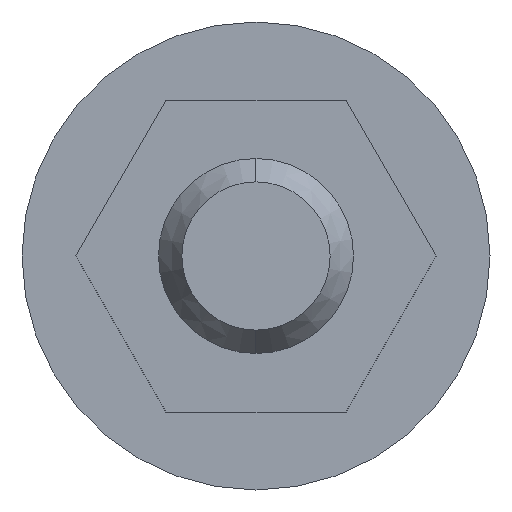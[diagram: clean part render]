
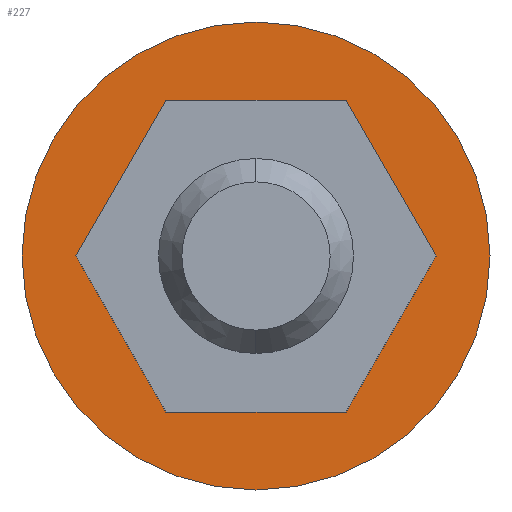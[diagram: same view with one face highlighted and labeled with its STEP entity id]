
A CAD part, left-side view. The second image highlights one B-rep face of the part: STEP entity #227.
In plain terms, the highlighted planar face has unit normal (-1, 0, 0).
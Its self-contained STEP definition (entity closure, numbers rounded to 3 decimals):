
#12 = AXIS2_PLACEMENT_3D ( 'NONE', #921, #1111, #91 ) ;
#13 = VERTEX_POINT ( 'NONE', #175 ) ;
#44 = ORIENTED_EDGE ( 'NONE', *, *, #320, .F. ) ;
#52 = AXIS2_PLACEMENT_3D ( 'NONE', #464, #1023, #834 ) ;
#56 = ORIENTED_EDGE ( 'NONE', *, *, #1152, .F. ) ;
#60 = AXIS2_PLACEMENT_3D ( 'NONE', #498, #303, #404 ) ;
#65 = CARTESIAN_POINT ( 'NONE',  ( -1.25, 2.309, 4. ) ) ;
#71 = LINE ( 'NONE', #731, #689 ) ;
#72 = FACE_BOUND ( 'NONE', #1094, .T. ) ;
#87 = ORIENTED_EDGE ( 'NONE', *, *, #172, .F. ) ;
#88 = EDGE_CURVE ( 'NONE', #1009, #13, #1154, .T. ) ;
#91 = DIRECTION ( 'NONE',  ( 0., 0., -1. ) ) ;
#95 = EDGE_CURVE ( 'NONE', #486, #899, #71, .T. ) ;
#131 = LINE ( 'NONE', #752, #782 ) ;
#144 = CARTESIAN_POINT ( 'NONE',  ( -1.25, -2.309, -4. ) ) ;
#172 = EDGE_CURVE ( 'NONE', #875, #486, #536, .T. ) ;
#175 = CARTESIAN_POINT ( 'NONE',  ( -1.25, -4.619, 0. ) ) ;
#202 = DIRECTION ( 'NONE',  ( 0., 1., 0. ) ) ;
#227 = ADVANCED_FACE ( 'NONE', ( #1030, #72 ), #1032, .F. ) ;
#233 = VERTEX_POINT ( 'NONE', #379 ) ;
#236 = EDGE_CURVE ( 'NONE', #1120, #307, #676, .T. ) ;
#300 = LINE ( 'NONE', #671, #790 ) ;
#303 = DIRECTION ( 'NONE',  ( 1., 0., 0. ) ) ;
#307 = VERTEX_POINT ( 'NONE', #474 ) ;
#320 = EDGE_CURVE ( 'NONE', #233, #875, #131, .T. ) ;
#358 = ORIENTED_EDGE ( 'NONE', *, *, #1144, .F. ) ;
#377 = VECTOR ( 'NONE', #631, 1000. ) ;
#379 = CARTESIAN_POINT ( 'NONE',  ( -1.25, -2.309, 4. ) ) ;
#404 = DIRECTION ( 'NONE',  ( 0., 0., -1. ) ) ;
#417 = DIRECTION ( 'NONE',  ( 0., -1., 0. ) ) ;
#456 = EDGE_LOOP ( 'NONE', ( #358, #914 ) ) ;
#464 = CARTESIAN_POINT ( 'NONE',  ( -1.25, 0., 0. ) ) ;
#467 = CARTESIAN_POINT ( 'NONE',  ( -1.25, 2.309, 4. ) ) ;
#474 = CARTESIAN_POINT ( 'NONE',  ( -1.25, 0., 6. ) ) ;
#486 = VERTEX_POINT ( 'NONE', #968 ) ;
#498 = CARTESIAN_POINT ( 'NONE',  ( -1.25, 0., 0. ) ) ;
#504 = EDGE_CURVE ( 'NONE', #13, #233, #1131, .T. ) ;
#531 = CARTESIAN_POINT ( 'NONE',  ( -1.25, 2.309, -4. ) ) ;
#536 = LINE ( 'NONE', #467, #720 ) ;
#569 = ORIENTED_EDGE ( 'NONE', *, *, #95, .F. ) ;
#586 = CARTESIAN_POINT ( 'NONE',  ( -1.25, 0., -6. ) ) ;
#591 = DIRECTION ( 'NONE',  ( 0., 0.5, 0.866 ) ) ;
#631 = DIRECTION ( 'NONE',  ( 0., -0.5, 0.866 ) ) ;
#632 = ORIENTED_EDGE ( 'NONE', *, *, #88, .F. ) ;
#636 = CARTESIAN_POINT ( 'NONE',  ( -1.25, -2.309, -4. ) ) ;
#671 = CARTESIAN_POINT ( 'NONE',  ( -1.25, 2.309, -4. ) ) ;
#676 = CIRCLE ( 'NONE', #12, 6. ) ;
#689 = VECTOR ( 'NONE', #816, 1000. ) ;
#720 = VECTOR ( 'NONE', #1191, 1000. ) ;
#731 = CARTESIAN_POINT ( 'NONE',  ( -1.25, 4.619, 0. ) ) ;
#752 = CARTESIAN_POINT ( 'NONE',  ( -1.25, -2.309, 4. ) ) ;
#771 = CARTESIAN_POINT ( 'NONE',  ( -1.25, -4.619, 0. ) ) ;
#782 = VECTOR ( 'NONE', #202, 1000. ) ;
#790 = VECTOR ( 'NONE', #417, 1000. ) ;
#816 = DIRECTION ( 'NONE',  ( 0., -0.5, -0.866 ) ) ;
#834 = DIRECTION ( 'NONE',  ( 0., 0., -1. ) ) ;
#875 = VERTEX_POINT ( 'NONE', #65 ) ;
#887 = VECTOR ( 'NONE', #591, 1000. ) ;
#899 = VERTEX_POINT ( 'NONE', #531 ) ;
#914 = ORIENTED_EDGE ( 'NONE', *, *, #236, .F. ) ;
#921 = CARTESIAN_POINT ( 'NONE',  ( -1.25, 0., 0. ) ) ;
#968 = CARTESIAN_POINT ( 'NONE',  ( -1.25, 4.619, 0. ) ) ;
#1009 = VERTEX_POINT ( 'NONE', #144 ) ;
#1023 = DIRECTION ( 'NONE',  ( 1., 0., 0. ) ) ;
#1030 = FACE_OUTER_BOUND ( 'NONE', #456, .T. ) ;
#1031 = CIRCLE ( 'NONE', #60, 6. ) ;
#1032 = PLANE ( 'NONE',  #52 ) ;
#1094 = EDGE_LOOP ( 'NONE', ( #87, #44, #1159, #632, #56, #569 ) ) ;
#1111 = DIRECTION ( 'NONE',  ( 1., 0., 0. ) ) ;
#1120 = VERTEX_POINT ( 'NONE', #586 ) ;
#1131 = LINE ( 'NONE', #771, #887 ) ;
#1144 = EDGE_CURVE ( 'NONE', #307, #1120, #1031, .T. ) ;
#1152 = EDGE_CURVE ( 'NONE', #899, #1009, #300, .T. ) ;
#1154 = LINE ( 'NONE', #636, #377 ) ;
#1159 = ORIENTED_EDGE ( 'NONE', *, *, #504, .F. ) ;
#1191 = DIRECTION ( 'NONE',  ( 0., 0.5, -0.866 ) ) ;
